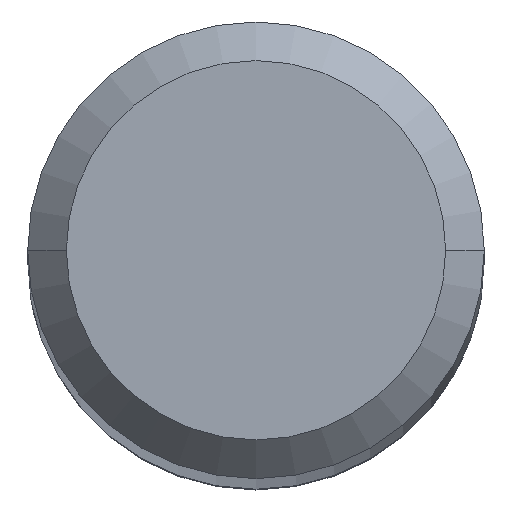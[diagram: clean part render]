
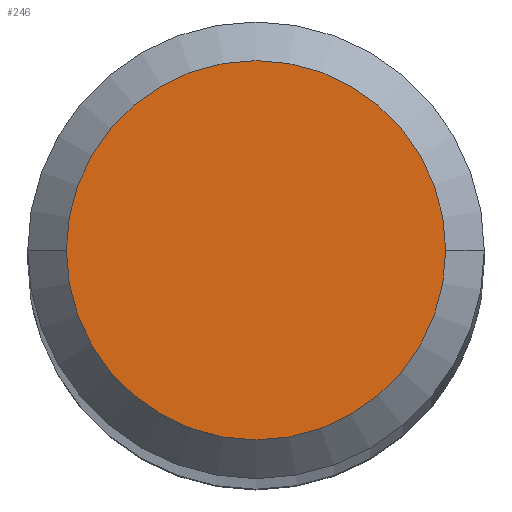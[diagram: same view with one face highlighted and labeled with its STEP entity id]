
A CAD part, top view. The second image highlights one B-rep face of the part: STEP entity #246.
In plain terms, the highlighted planar face has unit normal (0, 0, 1).
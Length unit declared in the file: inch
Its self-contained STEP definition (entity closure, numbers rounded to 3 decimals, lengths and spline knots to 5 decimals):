
#3 = VERTEX_POINT ( 'NONE', #464 ) ;
#50 = DIRECTION ( 'NONE',  ( 1., 0., 0. ) ) ;
#120 = CIRCLE ( 'NONE', #402, 0.0981 ) ;
#127 = ORIENTED_EDGE ( 'NONE', *, *, #268, .F. ) ;
#153 = AXIS2_PLACEMENT_3D ( 'NONE', #566, #171, #50 ) ;
#171 = DIRECTION ( 'NONE',  ( 0., 0., 1. ) ) ;
#199 = DIRECTION ( 'NONE',  ( 0., 0., -1. ) ) ;
#200 = EDGE_CURVE ( 'NONE', #320, #3, #349, .T. ) ;
#217 = DIRECTION ( 'NONE',  ( 0., 0., -1. ) ) ;
#246 = ADVANCED_FACE ( 'NONE', ( #407 ), #452, .T. ) ;
#268 = EDGE_CURVE ( 'NONE', #3, #320, #120, .T. ) ;
#274 = CARTESIAN_POINT ( 'NONE',  ( 0., 0., 0. ) ) ;
#309 = ORIENTED_EDGE ( 'NONE', *, *, #200, .F. ) ;
#310 = DIRECTION ( 'NONE',  ( -1., 0., 0. ) ) ;
#320 = VERTEX_POINT ( 'NONE', #360 ) ;
#349 = CIRCLE ( 'NONE', #430, 0.0981 ) ;
#360 = CARTESIAN_POINT ( 'NONE',  ( -0.0981, 0., 0. ) ) ;
#366 = EDGE_LOOP ( 'NONE', ( #309, #127 ) ) ;
#402 = AXIS2_PLACEMENT_3D ( 'NONE', #274, #217, #310 ) ;
#407 = FACE_OUTER_BOUND ( 'NONE', #366, .T. ) ;
#427 = CARTESIAN_POINT ( 'NONE',  ( 0., 0., 0. ) ) ;
#430 = AXIS2_PLACEMENT_3D ( 'NONE', #427, #199, #556 ) ;
#452 = PLANE ( 'NONE',  #153 ) ;
#464 = CARTESIAN_POINT ( 'NONE',  ( 0.0981, 0., 0. ) ) ;
#556 = DIRECTION ( 'NONE',  ( -1., 0., 0. ) ) ;
#566 = CARTESIAN_POINT ( 'NONE',  ( 0., 0.0981, 0. ) ) ;
